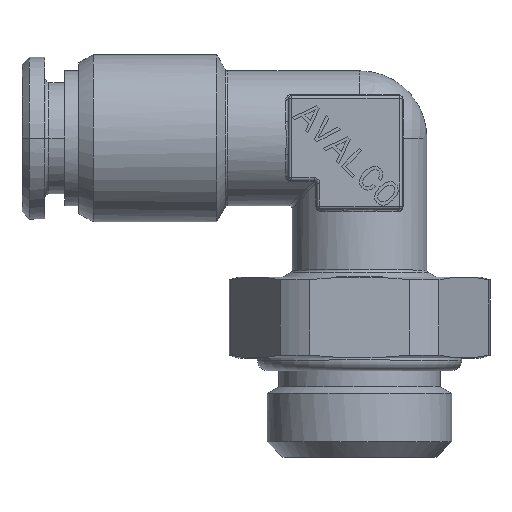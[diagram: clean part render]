
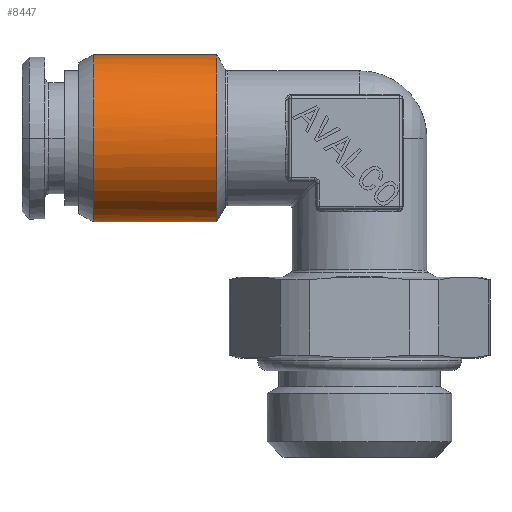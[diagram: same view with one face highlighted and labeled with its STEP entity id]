
A CAD part, top view. The second image highlights one B-rep face of the part: STEP entity #8447.
In plain terms, the highlighted cylindrical face has radius 5.9 mm (diameter 11.8 mm), a partial arc.
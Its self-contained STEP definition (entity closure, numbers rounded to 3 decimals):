
#8106=CARTESIAN_POINT('Vertex',(-10.076,5.9,0.)) ;
#8113=CARTESIAN_POINT('Vertex',(-10.076,-5.9,0.)) ;
#8134=CARTESIAN_POINT('Axis2P3D Location',(-10.076,0.,0.)) ;
#8393=CARTESIAN_POINT('Line Origine',(-20.287,-5.9,0.)) ;
#8397=CARTESIAN_POINT('Vertex',(-18.78,-5.9,0.)) ;
#8404=CARTESIAN_POINT('Vertex',(-18.78,5.9,0.)) ;
#8407=CARTESIAN_POINT('Line Origine',(-20.287,5.9,0.)) ;
#8419=CARTESIAN_POINT('Axis2P3D Location',(-20.287,0.,0.)) ;
#8425=CARTESIAN_POINT('Control Point',(-18.78,5.9,0.)) ;
#8426=CARTESIAN_POINT('Control Point',(-18.78,5.9,0.927)) ;
#8427=CARTESIAN_POINT('Control Point',(-18.78,5.718,1.854)) ;
#8428=CARTESIAN_POINT('Control Point',(-18.78,5.354,2.733)) ;
#8429=CARTESIAN_POINT('Control Point',(-18.78,4.301,4.301)) ;
#8430=CARTESIAN_POINT('Control Point',(-18.78,2.733,5.354)) ;
#8431=CARTESIAN_POINT('Control Point',(-18.78,1.854,5.718)) ;
#8432=CARTESIAN_POINT('Control Point',(-18.78,0.,6.082)) ;
#8433=CARTESIAN_POINT('Control Point',(-18.78,-1.854,5.718)) ;
#8434=CARTESIAN_POINT('Control Point',(-18.78,-2.733,5.354)) ;
#8435=CARTESIAN_POINT('Control Point',(-18.78,-4.301,4.301)) ;
#8436=CARTESIAN_POINT('Control Point',(-18.78,-5.354,2.733)) ;
#8437=CARTESIAN_POINT('Control Point',(-18.78,-5.718,1.854)) ;
#8438=CARTESIAN_POINT('Control Point',(-18.78,-5.9,0.927)) ;
#8439=CARTESIAN_POINT('Control Point',(-18.78,-5.9,0.)) ;
#8135=DIRECTION('Axis2P3D Direction',(-1.,0.,0.)) ;
#8394=DIRECTION('Vector Direction',(1.,0.,0.)) ;
#8408=DIRECTION('Vector Direction',(1.,0.,0.)) ;
#8420=DIRECTION('Axis2P3D Direction',(1.,0.,0.)) ;
#8421=DIRECTION('Axis2P3D XDirection',(0.,1.,0.)) ;
#8136=AXIS2_PLACEMENT_3D('Circle Axis2P3D',#8134,#8135,$) ;
#8422=AXIS2_PLACEMENT_3D('Cylinder Axis2P3D',#8419,#8420,#8421) ;
#8442=ORIENTED_EDGE('',*,*,#8411,.F.) ;
#8443=ORIENTED_EDGE('',*,*,#8440,.T.) ;
#8444=ORIENTED_EDGE('',*,*,#8399,.T.) ;
#8445=ORIENTED_EDGE('',*,*,#8138,.F.) ;
#8395=VECTOR('Line Direction',#8394,1.) ;
#8409=VECTOR('Line Direction',#8408,1.) ;
#8447=ADVANCED_FACE('PR507B-06G14',(#8446),#8423,.T.) ;
#8424=B_SPLINE_CURVE_WITH_KNOTS('',5,(#8425,#8426,#8427,#8428,#8429,#8430,#8431,#8432,#8433,#8434,#8435,#8436,#8437,#8438,#8439),.UNSPECIFIED.,.F.,.U.,(6,3,3,3,6),(-9.268,-4.634,0.,4.634,9.268),.UNSPECIFIED.) ;
#8137=CIRCLE('generated circle',#8136,5.9) ;
#8423=CYLINDRICAL_SURFACE('generated cylinder',#8422,5.9) ;
#8138=EDGE_CURVE('',#8107,#8114,#8137,.F.) ;
#8399=EDGE_CURVE('',#8398,#8114,#8396,.T.) ;
#8411=EDGE_CURVE('',#8405,#8107,#8410,.T.) ;
#8440=EDGE_CURVE('',#8405,#8398,#8424,.T.) ;
#8441=EDGE_LOOP('',(#8442,#8443,#8444,#8445)) ;
#8446=FACE_OUTER_BOUND('',#8441,.T.) ;
#8396=LINE('Line',#8393,#8395) ;
#8410=LINE('Line',#8407,#8409) ;
#8107=VERTEX_POINT('',#8106) ;
#8114=VERTEX_POINT('',#8113) ;
#8398=VERTEX_POINT('',#8397) ;
#8405=VERTEX_POINT('',#8404) ;
